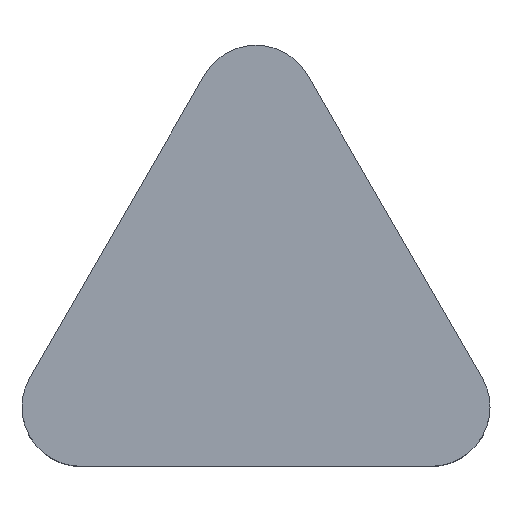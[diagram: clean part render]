
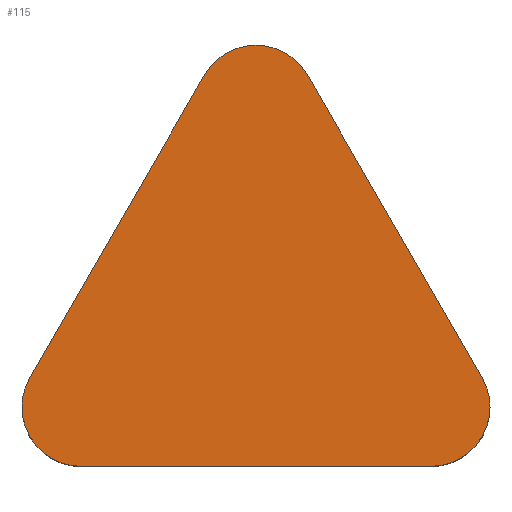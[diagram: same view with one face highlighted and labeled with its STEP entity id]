
A CAD part, top view. The second image highlights one B-rep face of the part: STEP entity #115.
In plain terms, the highlighted planar face has unit normal (0, 0, 1).
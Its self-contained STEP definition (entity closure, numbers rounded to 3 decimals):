
#67=EDGE_CURVE('',#99,#79,#162,.T.);
#79=VERTEX_POINT('',#176);
#83=VERTEX_POINT('',#180);
#87=EDGE_CURVE('',#83,#93,#184,.T.);
#89=EDGE_CURVE('',#93,#105,#186,.T.);
#93=VERTEX_POINT('',#190);
#97=EDGE_CURVE('',#105,#131,#195,.T.);
#99=VERTEX_POINT('',#197);
#105=VERTEX_POINT('',#203);
#107=EDGE_CURVE('',#79,#83,#205,.T.);
#109=EDGE_CURVE('',#131,#99,#207,.T.);
#115=ADVANCED_FACE('',(#214),#215,.T.);
#131=VERTEX_POINT('',#232);
#162=CIRCLE('',#256,2.0);
#176=CARTESIAN_POINT('',(7.621,13.2,0.0));
#180=CARTESIAN_POINT('',(1.732,3.0,0.0));
#184=CIRCLE('',#284,2.0);
#186=LINE('',#287,#288);
#190=CARTESIAN_POINT('',(3.464,0.0,0.0));
#195=CIRCLE('',#300,2.0);
#197=CARTESIAN_POINT('',(11.085,13.2,0.0));
#203=CARTESIAN_POINT('',(15.242,0.0,0.0));
#205=LINE('',#312,#313);
#207=LINE('',#316,#317);
#214=FACE_OUTER_BOUND('',#325,.T.);
#215=PLANE('',#326);
#232=CARTESIAN_POINT('',(16.974,3.,0.0));
#256=AXIS2_PLACEMENT_3D('',#375,#376,#377);
#284=AXIS2_PLACEMENT_3D('',#401,#402,#403);
#287=CARTESIAN_POINT('',(3.464,0.0,0.0));
#288=VECTOR('',#404,1.0);
#300=AXIS2_PLACEMENT_3D('',#414,#415,#416);
#312=CARTESIAN_POINT('',(7.621,13.2,0.0));
#313=VECTOR('',#419,1.0);
#316=CARTESIAN_POINT('',(16.974,3.0,0.0));
#317=VECTOR('',#420,1.0);
#325=EDGE_LOOP('',(#433,#434,#435,#436,#437,#438));
#326=AXIS2_PLACEMENT_3D('',#439,#440,#441);
#375=CARTESIAN_POINT('',(9.353,12.2,0.0));
#376=DIRECTION('',(0.0,-0.0,1.0));
#377=DIRECTION('',(0.866,0.5,0.0));
#401=CARTESIAN_POINT('',(3.464,2.,0.0));
#402=DIRECTION('',(0.0,0.0,1.0));
#403=DIRECTION('',(-0.866,0.5,0.0));
#404=DIRECTION('',(1.0,0.0,0.0));
#414=CARTESIAN_POINT('',(15.242,2.,0.0));
#415=DIRECTION('',(0.0,0.0,1.0));
#416=DIRECTION('',(0.,-1.0,0.0));
#419=DIRECTION('',(-0.5,-0.866,0.0));
#420=DIRECTION('',(-0.5,0.866,0.0));
#433=ORIENTED_EDGE('',*,*,#89,.T.);
#434=ORIENTED_EDGE('',*,*,#97,.T.);
#435=ORIENTED_EDGE('',*,*,#109,.T.);
#436=ORIENTED_EDGE('',*,*,#67,.T.);
#437=ORIENTED_EDGE('',*,*,#107,.T.);
#438=ORIENTED_EDGE('',*,*,#87,.T.);
#439=CARTESIAN_POINT('',(9.353,5.4,0.0));
#440=DIRECTION('',(0.0,0.0,1.0));
#441=DIRECTION('',(1.0,0.0,0.0));
